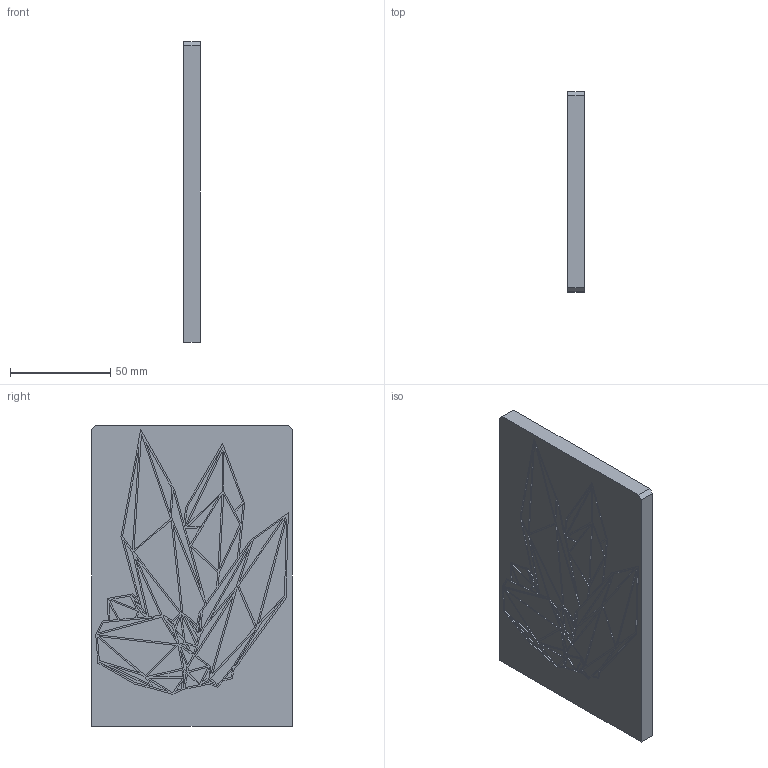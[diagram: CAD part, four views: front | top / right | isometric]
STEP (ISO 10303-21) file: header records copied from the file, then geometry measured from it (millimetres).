
FILE_DESCRIPTION(/* description */ (''),/* implementation_level */ '2;1');
FILE_NAME(/* name */ 'Crystal.step',/* time_stamp */ '2020-12-27T18:55:42+01:00',/* author */ (''),/* organization */ (''),/* preprocessor_version */ 'ST-DEVELOPER v18.1',/* originating_system */ 'Autodesk Translation Framework v9.7.1.1290',/* authorisation */ '');
FILE_SCHEMA (('AUTOMOTIVE_DESIGN { 1 0 10303 214 3 1 1 }'));
Length unit declared in the file: millimetre
Products named in the file (1): Crystal
Bounding box: 8 x 100 x 150 mm (x, y, z)
Volume: 118627.9 mm3; surface area: 37139.2 mm2
Topology: 1 solids, 1 shells, 349 faces, 831 edges, 552 vertices
Faces by surface type: plane 349
Entity records: 9899 total; most frequent: CARTESIAN_POINT 1733, ORIENTED_EDGE 1662, DIRECTION 1531, LINE 831, VECTOR 831, EDGE_CURVE 831, VERTEX_POINT 552, EDGE_LOOP 418
